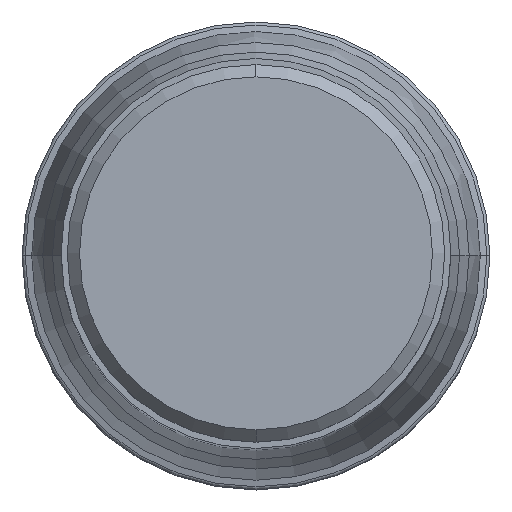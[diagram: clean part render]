
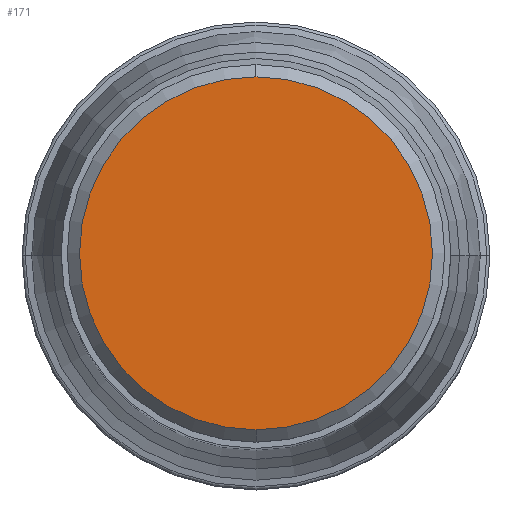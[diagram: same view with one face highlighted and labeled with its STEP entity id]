
A CAD part, top view. The second image highlights one B-rep face of the part: STEP entity #171.
In plain terms, the highlighted planar face has unit normal (0, 0, 1).
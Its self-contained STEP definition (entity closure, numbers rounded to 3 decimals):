
#48=PLANE('',#1415);
#171=ADVANCED_FACE('',(#245),#48,.F.);
#245=FACE_OUTER_BOUND('',#315,.T.);
#315=EDGE_LOOP('',(#622,#623));
#622=ORIENTED_EDGE('',*,*,#867,.F.);
#623=ORIENTED_EDGE('',*,*,#869,.F.);
#714=VERTEX_POINT('',#2280);
#715=VERTEX_POINT('',#2282);
#867=EDGE_CURVE('',#714,#715,#1004,.T.);
#869=EDGE_CURVE('',#715,#714,#1005,.T.);
#1004=CIRCLE('',#1411,14.375);
#1005=CIRCLE('',#1413,14.375);
#1411=AXIS2_PLACEMENT_3D('',#2281,#1861,#1862);
#1413=AXIS2_PLACEMENT_3D('',#2285,#1866,#1867);
#1415=AXIS2_PLACEMENT_3D('',#2287,#1870,#1871);
#1861=DIRECTION('',(0.,0.,-1.));
#1862=DIRECTION('',(0.,1.,0.));
#1866=DIRECTION('',(0.,0.,-1.));
#1867=DIRECTION('',(0.,-1.,0.));
#1870=DIRECTION('',(0.,0.,-1.));
#1871=DIRECTION('',(1.,0.,0.));
#2280=CARTESIAN_POINT('',(0.,14.375,0.));
#2281=CARTESIAN_POINT('',(0.,0.,0.));
#2282=CARTESIAN_POINT('',(0.,-14.375,0.));
#2285=CARTESIAN_POINT('',(0.,0.,0.));
#2287=CARTESIAN_POINT('',(0.,0.,0.));
